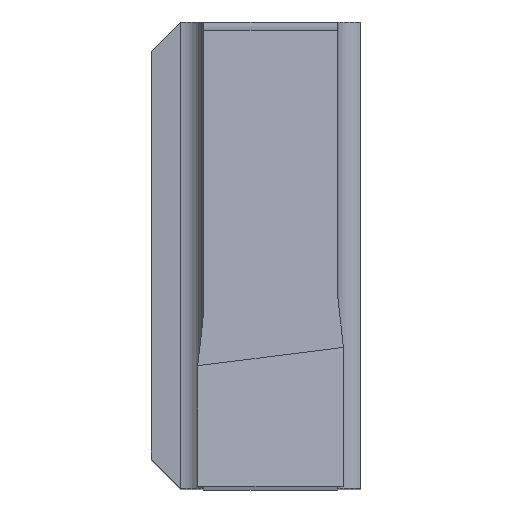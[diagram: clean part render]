
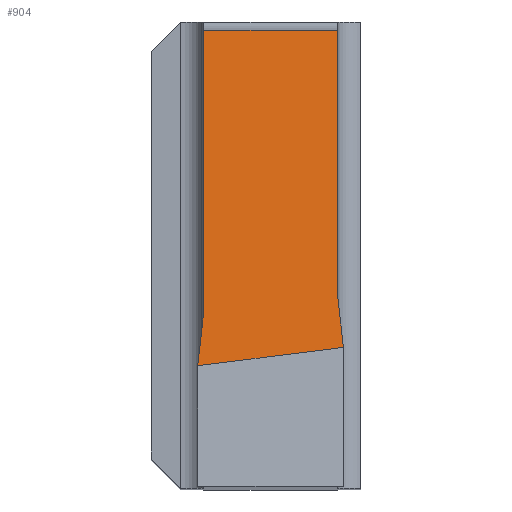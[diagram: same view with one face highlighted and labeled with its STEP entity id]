
A CAD part, top view. The second image highlights one B-rep face of the part: STEP entity #904.
In plain terms, the highlighted planar face has unit normal (0, 0.904, 0.427).
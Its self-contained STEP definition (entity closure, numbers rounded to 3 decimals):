
#16 = ORIENTED_EDGE ( 'NONE', *, *, #670, .T. ) ;
#93 = VERTEX_POINT ( 'NONE', #323 ) ;
#125 = CARTESIAN_POINT ( 'NONE',  ( 0.8, -1.928, 25.25 ) ) ;
#147 = ORIENTED_EDGE ( 'NONE', *, *, #576, .T. ) ;
#161 = AXIS2_PLACEMENT_3D ( 'NONE', #173, #336, #165 ) ;
#165 = DIRECTION ( 'NONE',  ( 0., -0.427, 0.904 ) ) ;
#172 = PLANE ( 'NONE',  #161 ) ;
#173 = CARTESIAN_POINT ( 'NONE',  ( 3.6, -2.034, 25.474 ) ) ;
#186 = DIRECTION ( 'NONE',  ( -0.047, 0.427, -0.903 ) ) ;
#209 = LINE ( 'NONE', #580, #521 ) ;
#223 = VECTOR ( 'NONE', #307, 1000. ) ;
#230 = VERTEX_POINT ( 'NONE', #611 ) ;
#261 = CARTESIAN_POINT ( 'NONE',  ( 0.905, -0.982, 23.25 ) ) ;
#277 = EDGE_LOOP ( 'NONE', ( #283, #16, #147, #749, #738, #790 ) ) ;
#283 = ORIENTED_EDGE ( 'NONE', *, *, #668, .T. ) ;
#307 = DIRECTION ( 'NONE',  ( 0., -0.427, 0.904 ) ) ;
#310 = CARTESIAN_POINT ( 'NONE',  ( 0.795, -1.977, 25.353 ) ) ;
#323 = CARTESIAN_POINT ( 'NONE',  ( 3.195, 3.85, 13.027 ) ) ;
#336 = DIRECTION ( 'NONE',  ( 0., -0.904, -0.427 ) ) ;
#379 = VERTEX_POINT ( 'NONE', #772 ) ;
#393 = VERTEX_POINT ( 'NONE', #949 ) ;
#458 = DIRECTION ( 'NONE',  ( 0., 0.427, -0.904 ) ) ;
#473 = CARTESIAN_POINT ( 'NONE',  ( 3.6, 3.85, 13.027 ) ) ;
#478 = EDGE_CURVE ( 'NONE', #884, #393, #209, .T. ) ;
#503 = DIRECTION ( 'NONE',  ( -1., 0., 0. ) ) ;
#515 = CARTESIAN_POINT ( 'NONE',  ( 3.195, -2.034, 25.474 ) ) ;
#521 = VECTOR ( 'NONE', #669, 1000. ) ;
#529 = VERTEX_POINT ( 'NONE', #261 ) ;
#576 = EDGE_CURVE ( 'NONE', #379, #529, #711, .T. ) ;
#580 = CARTESIAN_POINT ( 'NONE',  ( 3.307, -1.61, 24.578 ) ) ;
#583 = LINE ( 'NONE', #800, #1061 ) ;
#598 = EDGE_CURVE ( 'NONE', #393, #230, #583, .T. ) ;
#605 = VECTOR ( 'NONE', #503, 1000. ) ;
#606 = EDGE_CURVE ( 'NONE', #529, #884, #965, .T. ) ;
#611 = CARTESIAN_POINT ( 'NONE',  ( 3.195, -0.666, 22.58 ) ) ;
#668 = EDGE_CURVE ( 'NONE', #230, #93, #1134, .T. ) ;
#669 = DIRECTION ( 'NONE',  ( 0.959, 0.121, -0.257 ) ) ;
#670 = EDGE_CURVE ( 'NONE', #93, #379, #1132, .T. ) ;
#711 = LINE ( 'NONE', #1149, #223 ) ;
#738 = ORIENTED_EDGE ( 'NONE', *, *, #478, .T. ) ;
#749 = ORIENTED_EDGE ( 'NONE', *, *, #606, .T. ) ;
#772 = CARTESIAN_POINT ( 'NONE',  ( 0.905, 3.85, 13.027 ) ) ;
#790 = ORIENTED_EDGE ( 'NONE', *, *, #598, .T. ) ;
#800 = CARTESIAN_POINT ( 'NONE',  ( 3.347, -2.039, 25.484 ) ) ;
#884 = VERTEX_POINT ( 'NONE', #125 ) ;
#898 = FACE_OUTER_BOUND ( 'NONE', #277, .T. ) ;
#904 = ADVANCED_FACE ( 'NONE', ( #898 ), #172, .F. ) ;
#949 = CARTESIAN_POINT ( 'NONE',  ( 3.3, -1.611, 24.58 ) ) ;
#965 = LINE ( 'NONE', #310, #1102 ) ;
#978 = DIRECTION ( 'NONE',  ( -0.047, -0.427, 0.903 ) ) ;
#1061 = VECTOR ( 'NONE', #186, 1000. ) ;
#1102 = VECTOR ( 'NONE', #978, 1000. ) ;
#1126 = VECTOR ( 'NONE', #458, 1000. ) ;
#1132 = LINE ( 'NONE', #473, #605 ) ;
#1134 = LINE ( 'NONE', #515, #1126 ) ;
#1149 = CARTESIAN_POINT ( 'NONE',  ( 0.905, -2.034, 25.474 ) ) ;
